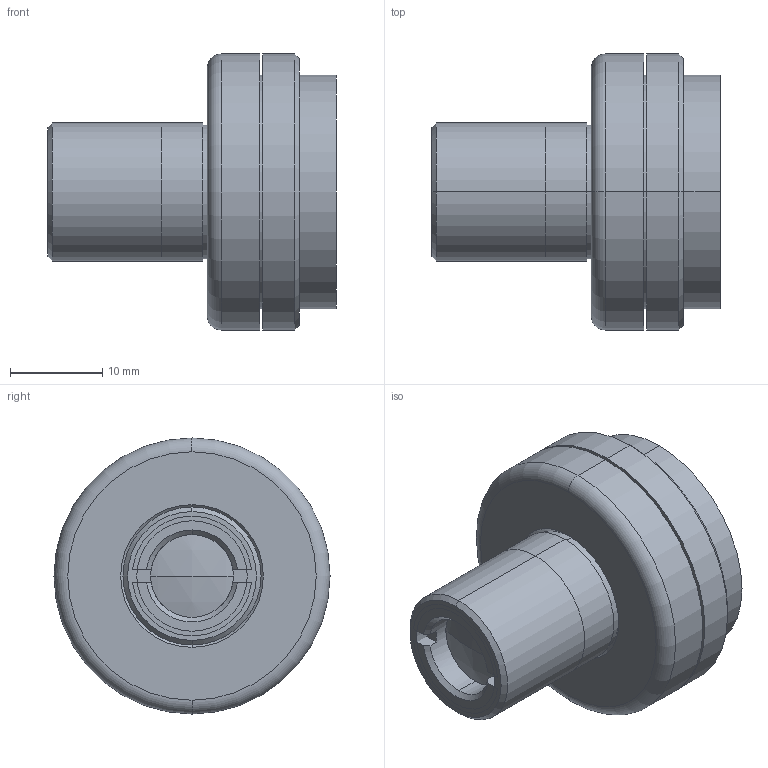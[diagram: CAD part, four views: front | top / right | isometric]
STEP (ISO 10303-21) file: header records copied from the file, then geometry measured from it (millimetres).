
FILE_DESCRIPTION (( 'STEP AP203' ), '1' );
FILE_NAME ('DP32236-A_MC020X.step', '2022-07-07T07:52:29', ( '' ), ( '' ), 'SwSTEP 2.0', 'SolidWorks 2021', '' );
FILE_SCHEMA (( 'CONFIG_CONTROL_DESIGN' ));
Length unit declared in the file: millimetre
Products named in the file (1): DP32236-A_MC020X
Bounding box: 31.33 x 30 x 30 mm (x, y, z)
Surface area: 5508.7 mm2 (no closed solid volume)
Topology: 0 solids, 10 shells, 50 faces, 128 edges, 86 vertices
Faces by surface type: cylinder 20, plane 15, cone 11, sphere 2, torus 2
Entity records: 1615 total; most frequent: DIRECTION 305, CARTESIAN_POINT 277, ORIENTED_EDGE 212, AXIS2_PLACEMENT_3D 130, EDGE_CURVE 128, VERTEX_POINT 86, CIRCLE 79, EDGE_LOOP 57
